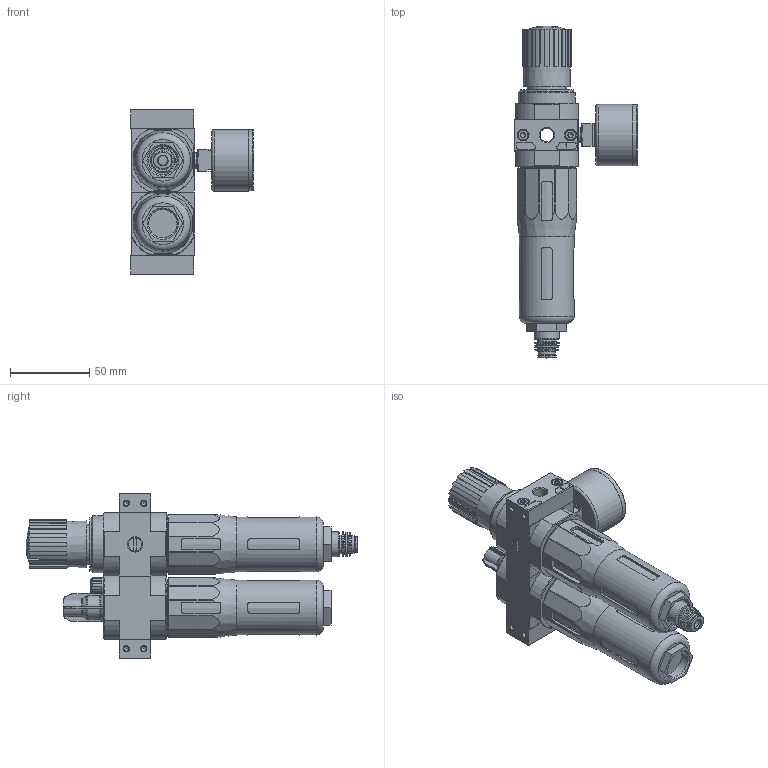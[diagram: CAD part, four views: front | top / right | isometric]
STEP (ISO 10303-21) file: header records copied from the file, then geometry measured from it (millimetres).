
FILE_DESCRIPTION(/* description */ ('STEP AP214'),/* implementation_level */ '2;1');
FILE_NAME(/* name */ '162778_FRC-1_8-D-5M-MINI-A',/* time_stamp */ '2024-08-28T16:48:36+02:00',/* author */ ('License CC BY-ND 4.0'),/* organization */ ('CADENAS'),/* preprocessor_version */ 'ST-DEVELOPER v19.3',/* originating_system */ 'PARTsolutions',/* authorisation */ ' ');
FILE_SCHEMA (('AUTOMOTIVE_DESIGN {1 0 10303 214 3 1 1}'));
Length unit declared in the file: millimetre
Products named in the file (10): 162778 FRC-1/8-D-5M-MINI-A; 380285 PBL-1/8-D-MINI-L---(1) p1; DIN-912 - M4x16(F); 380287 PBL-1/8-D-MINI-R---(0) p1; 127304 LFR-D-5M-MINI-A--(0); 8003637 PAGN-40-16-G18; 373845 LR-MINI; 526489 MS4-LFR-V; 123582 LOE-D-MINI; 355622 FRB-D-MINI
Assembly tree (13 placements, depth 2):
  162778 FRC-1/8-D-5M-MINI-A
    380285 PBL-1/8-D-MINI-L---(1) p1
    DIN-912 - M4x16(F)  x4
    380287 PBL-1/8-D-MINI-R---(0) p1
    127304 LFR-D-5M-MINI-A--(0)
    8003637 PAGN-40-16-G18
    373845 LR-MINI
    526489 MS4-LFR-V
    123582 LOE-D-MINI
    355622 FRB-D-MINI  x2
Bounding box: 77.75 x 210.02 x 104 mm (x, y, z)
Volume: 394451.8 mm3; surface area: 93334.1 mm2
Topology: 13 solids, 13 shells, 950 faces, 2446 edges, 1569 vertices
Faces by surface type: plane 498, cylinder 249, cone 143, torus 55, sphere 5
Full cylindrical faces by diameter (mm): 2.9 x2, 3.2 x1, 3.242 x10, 3.6 x1, 3.8 x1, 4 x6, 4.3 x1, 5.2 x2, 6 x3, 6.2 x1, 6.9 x1, 7 x4, 8.2 x1, 8.4 x1, 8.566 x4, 9.728 x2, 10 x1, 11 x2, 11.4 x1, 11.6 x1, 11.8 x1, 12.2 x2, 15.7 x1, 15.8 x2, 15.9 x1, 18 x2, 24.9 x1, 26.9 x1, 32.7 x1, 33.9 x1
Entity records: 31094 total; most frequent: CARTESIAN_POINT 5826, DIRECTION 4182, ORIENTED_EDGE 4148, EDGE_CURVE 2074, AXIS2_PLACEMENT_3D 1628, VERTEX_POINT 1450, FACE_BOUND 1126, EDGE_LOOP 1116
